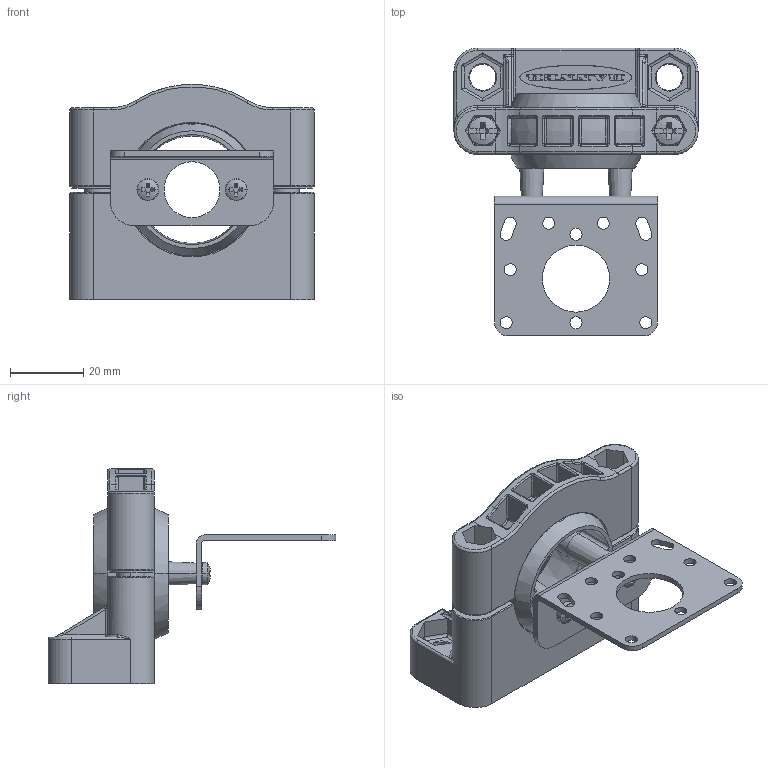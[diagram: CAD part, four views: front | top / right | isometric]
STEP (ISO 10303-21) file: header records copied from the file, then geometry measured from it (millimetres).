
FILE_DESCRIPTION((''),'2;1');
FILE_NAME('141767_SW','2008-08-08T',('banengservice'),('BANNER ENGINEERING'),'PRO/ENGINEER BY PARAMETRIC TECHNOLOGY CORPORATION, 2006170','PRO/ENGINEER BY PARAMETRIC TECHNOLOGY CORPORATION, 2006170','');
FILE_SCHEMA(('CONFIG_CONTROL_DESIGN'));
Length unit declared in the file: inch
Products named in the file (1): 141767_SW
Bounding box: 66.55 x 78.49 x 58.67 mm (x, y, z)
Volume: 42472.5 mm3; surface area: 29629.7 mm2
Topology: 2 solids, 4 shells, 921 faces, 2365 edges, 1482 vertices
Faces by surface type: plane 330, cylinder 303, torus 103, bspline 87, sphere 57, cone 34, extrusion 7
Entity records: 34909 total; most frequent: CARTESIAN_POINT 12721, ORIENTED_EDGE 4726, DIRECTION 4576, EDGE_CURVE 2363, AXIS2_PLACEMENT_3D 1768, VERTEX_POINT 1482, VECTOR 1040, LINE 1033
